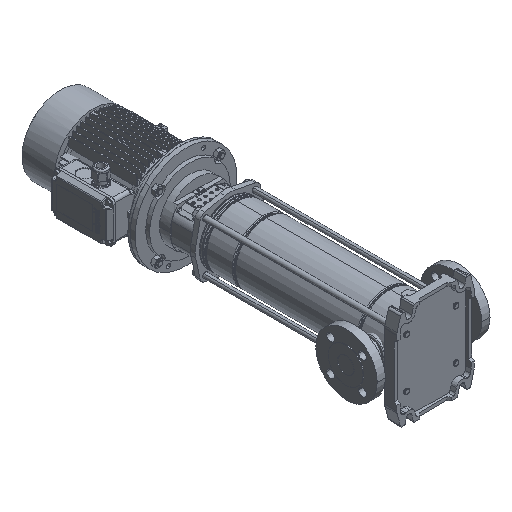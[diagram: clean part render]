
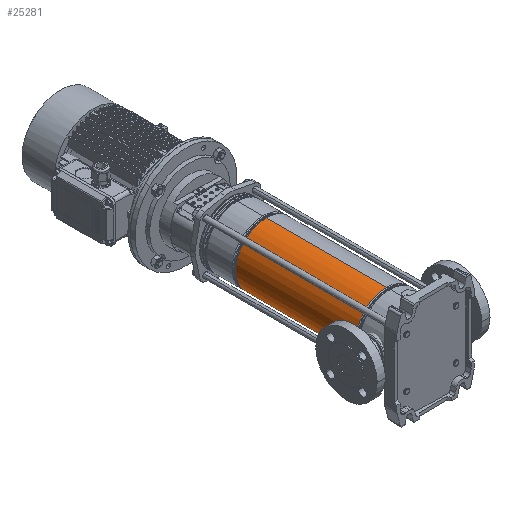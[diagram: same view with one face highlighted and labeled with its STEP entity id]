
A CAD part, isometric view. The second image highlights one B-rep face of the part: STEP entity #25281.
In plain terms, the highlighted cylindrical face has radius 74.9 mm (diameter 149.8 mm), a partial arc.
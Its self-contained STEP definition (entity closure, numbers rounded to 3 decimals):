
#1420 = CARTESIAN_POINT ( 'NONE',  ( -74.9, 0., 87.279 ) ) ;
#2026 = FACE_OUTER_BOUND ( 'NONE', #5405, .T. ) ;
#5405 = EDGE_LOOP ( 'NONE', ( #37197, #46997, #19522, #54240 ) ) ;
#5689 = VERTEX_POINT ( 'NONE', #65033 ) ;
#8566 = CARTESIAN_POINT ( 'NONE',  ( 0., 0., 87.279 ) ) ;
#9865 = DIRECTION ( 'NONE',  ( 0., 0., -1. ) ) ;
#10304 = DIRECTION ( 'NONE',  ( 0., 0., -1. ) ) ;
#14565 = DIRECTION ( 'NONE',  ( 1., 0., 0. ) ) ;
#14756 = LINE ( 'NONE', #38023, #21103 ) ;
#17442 = CIRCLE ( 'NONE', #46223, 74.9 ) ;
#18082 = CARTESIAN_POINT ( 'NONE',  ( 74.9, 0., 381.721 ) ) ;
#18354 = CARTESIAN_POINT ( 'NONE',  ( -74.9, 0., 0. ) ) ;
#19522 = ORIENTED_EDGE ( 'NONE', *, *, #22524, .T. ) ;
#21103 = VECTOR ( 'NONE', #9865, 1000. ) ;
#21790 = EDGE_CURVE ( 'NONE', #43052, #5689, #14756, .T. ) ;
#22524 = EDGE_CURVE ( 'NONE', #5689, #51690, #28489, .T. ) ;
#25031 = VECTOR ( 'NONE', #41271, 1000. ) ;
#25281 = ADVANCED_FACE ( 'NONE', ( #2026 ), #41448, .T. ) ;
#27615 = AXIS2_PLACEMENT_3D ( 'NONE', #35453, #64330, #40702 ) ;
#27906 = VERTEX_POINT ( 'NONE', #74285 ) ;
#28489 = CIRCLE ( 'NONE', #41653, 74.9 ) ;
#35453 = CARTESIAN_POINT ( 'NONE',  ( 0., 0., 0. ) ) ;
#37197 = ORIENTED_EDGE ( 'NONE', *, *, #39154, .T. ) ;
#38023 = CARTESIAN_POINT ( 'NONE',  ( 74.9, 0., 0. ) ) ;
#39154 = EDGE_CURVE ( 'NONE', #27906, #43052, #17442, .T. ) ;
#39585 = CARTESIAN_POINT ( 'NONE',  ( 0., 0., 381.721 ) ) ;
#40702 = DIRECTION ( 'NONE',  ( -1., 0., 0. ) ) ;
#41271 = DIRECTION ( 'NONE',  ( 0., 0., -1. ) ) ;
#41448 = CYLINDRICAL_SURFACE ( 'NONE', #27615, 74.9 ) ;
#41653 = AXIS2_PLACEMENT_3D ( 'NONE', #8566, #65987, #14565 ) ;
#42439 = EDGE_CURVE ( 'NONE', #27906, #51690, #69769, .T. ) ;
#43052 = VERTEX_POINT ( 'NONE', #18082 ) ;
#46223 = AXIS2_PLACEMENT_3D ( 'NONE', #39585, #10304, #57180 ) ;
#46997 = ORIENTED_EDGE ( 'NONE', *, *, #21790, .T. ) ;
#51690 = VERTEX_POINT ( 'NONE', #1420 ) ;
#54240 = ORIENTED_EDGE ( 'NONE', *, *, #42439, .F. ) ;
#57180 = DIRECTION ( 'NONE',  ( 1., 0., 0. ) ) ;
#64330 = DIRECTION ( 'NONE',  ( 0., 0., -1. ) ) ;
#65033 = CARTESIAN_POINT ( 'NONE',  ( 74.9, 0., 87.279 ) ) ;
#65987 = DIRECTION ( 'NONE',  ( 0., 0., 1. ) ) ;
#69769 = LINE ( 'NONE', #18354, #25031 ) ;
#74285 = CARTESIAN_POINT ( 'NONE',  ( -74.9, 0., 381.721 ) ) ;
